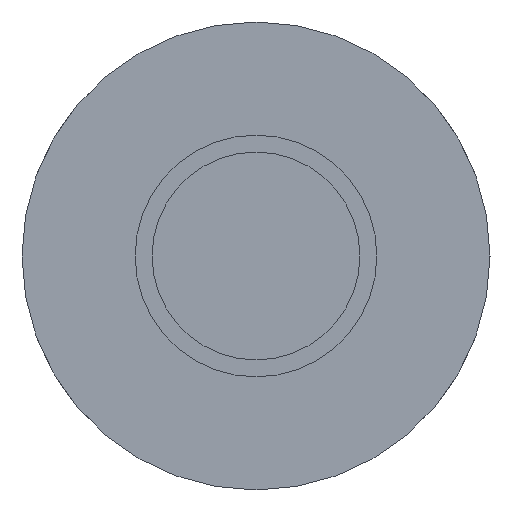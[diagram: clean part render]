
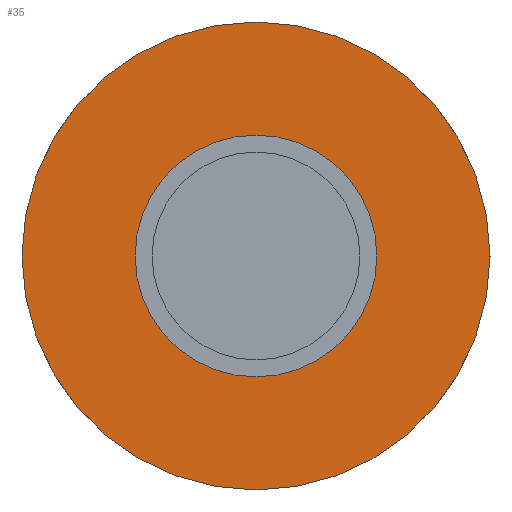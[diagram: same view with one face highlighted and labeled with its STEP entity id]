
A CAD part, left-side view. The second image highlights one B-rep face of the part: STEP entity #35.
In plain terms, the highlighted planar face has unit normal (-1, 0, 0).
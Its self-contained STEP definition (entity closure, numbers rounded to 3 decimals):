
#10 = FACE_OUTER_BOUND ( 'NONE', #418, .T. ) ;
#14 = EDGE_CURVE ( 'NONE', #273, #486, #492, .T. ) ;
#30 = VERTEX_POINT ( 'NONE', #280 ) ;
#35 = ADVANCED_FACE ( 'NONE', ( #75, #10 ), #490, .T. ) ;
#43 = CIRCLE ( 'NONE', #305, 6. ) ;
#59 = EDGE_LOOP ( 'NONE', ( #441, #407 ) ) ;
#75 = FACE_BOUND ( 'NONE', #59, .T. ) ;
#76 = CARTESIAN_POINT ( 'NONE',  ( 0., 0., 2.44 ) ) ;
#78 = DIRECTION ( 'NONE',  ( -1., 0., 0. ) ) ;
#90 = DIRECTION ( 'NONE',  ( 0., 0., 1. ) ) ;
#91 = CIRCLE ( 'NONE', #252, 6. ) ;
#121 = DIRECTION ( 'NONE',  ( -1., 0., 0. ) ) ;
#147 = EDGE_CURVE ( 'NONE', #486, #273, #284, .T. ) ;
#155 = DIRECTION ( 'NONE',  ( 0., 0., 1. ) ) ;
#156 = AXIS2_PLACEMENT_3D ( 'NONE', #250, #207, #90 ) ;
#157 = CARTESIAN_POINT ( 'NONE',  ( 0., 0., 0. ) ) ;
#158 = CARTESIAN_POINT ( 'NONE',  ( 0., 0., -2.44 ) ) ;
#207 = DIRECTION ( 'NONE',  ( -1., 0., 0. ) ) ;
#224 = AXIS2_PLACEMENT_3D ( 'NONE', #383, #352, #155 ) ;
#228 = DIRECTION ( 'NONE',  ( 0., 0., 1. ) ) ;
#250 = CARTESIAN_POINT ( 'NONE',  ( 0., 0., 0. ) ) ;
#252 = AXIS2_PLACEMENT_3D ( 'NONE', #455, #121, #420 ) ;
#273 = VERTEX_POINT ( 'NONE', #158 ) ;
#280 = CARTESIAN_POINT ( 'NONE',  ( 0., 0., 6. ) ) ;
#284 = CIRCLE ( 'NONE', #156, 2.44 ) ;
#305 = AXIS2_PLACEMENT_3D ( 'NONE', #157, #375, #228 ) ;
#317 = DIRECTION ( 'NONE',  ( 0., 0., 1. ) ) ;
#320 = ORIENTED_EDGE ( 'NONE', *, *, #476, .T. ) ;
#352 = DIRECTION ( 'NONE',  ( -1., 0., 0. ) ) ;
#366 = EDGE_CURVE ( 'NONE', #488, #30, #91, .T. ) ;
#375 = DIRECTION ( 'NONE',  ( -1., 0., 0. ) ) ;
#380 = AXIS2_PLACEMENT_3D ( 'NONE', #454, #78, #317 ) ;
#383 = CARTESIAN_POINT ( 'NONE',  ( 0., 0., 0. ) ) ;
#407 = ORIENTED_EDGE ( 'NONE', *, *, #147, .F. ) ;
#408 = ORIENTED_EDGE ( 'NONE', *, *, #366, .T. ) ;
#418 = EDGE_LOOP ( 'NONE', ( #320, #408 ) ) ;
#420 = DIRECTION ( 'NONE',  ( 0., 0., 1. ) ) ;
#441 = ORIENTED_EDGE ( 'NONE', *, *, #14, .F. ) ;
#454 = CARTESIAN_POINT ( 'NONE',  ( 0., 0., 0. ) ) ;
#455 = CARTESIAN_POINT ( 'NONE',  ( 0., 0., 0. ) ) ;
#461 = CARTESIAN_POINT ( 'NONE',  ( 0., 0., -6. ) ) ;
#476 = EDGE_CURVE ( 'NONE', #30, #488, #43, .T. ) ;
#486 = VERTEX_POINT ( 'NONE', #76 ) ;
#488 = VERTEX_POINT ( 'NONE', #461 ) ;
#490 = PLANE ( 'NONE',  #224 ) ;
#492 = CIRCLE ( 'NONE', #380, 2.44 ) ;
